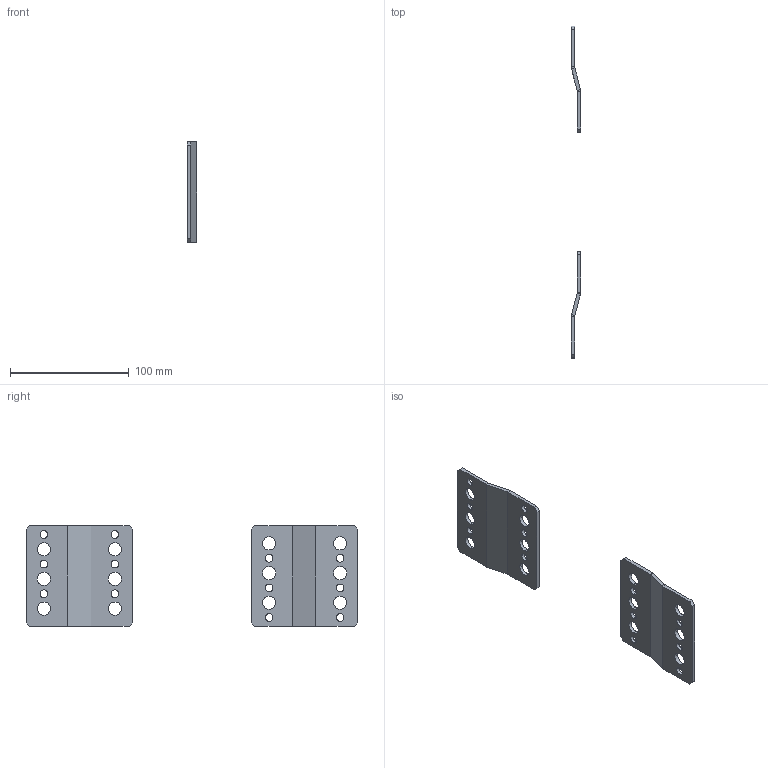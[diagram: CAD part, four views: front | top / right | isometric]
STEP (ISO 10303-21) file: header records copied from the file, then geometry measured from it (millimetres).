
FILE_DESCRIPTION (( 'STEP AP203' ), '1' );
FILE_NAME ('FO-00-NPE-1 FORMAT Êðîíøòåéí N-PE òèï 1 (2øò_óïàê) IEK.STEP', '2024-07-09T06:23:08', ( '' ), ( '' ), 'SwSTEP 2.0', 'SolidWorks 2022', '' );
FILE_SCHEMA (( 'CONFIG_CONTROL_DESIGN' ));
Length unit declared in the file: millimetre
Products named in the file (1): FO-00-NPE-1 FORMAT Кронштейн N-PE тип 1 (2шт_упак) IEK
Bounding box: 8 x 279.73 x 85 mm (x, y, z)
Volume: 41431.2 mm3; surface area: 31663.8 mm2
Topology: 2 solids, 2 shells, 92 faces, 264 edges, 176 vertices
Faces by surface type: cylinder 48, plane 44
Entity records: 3215 total; most frequent: DIRECTION 546, CARTESIAN_POINT 533, ORIENTED_EDGE 528, EDGE_CURVE 264, AXIS2_PLACEMENT_3D 189, VERTEX_POINT 176, VECTOR 168, LINE 168
